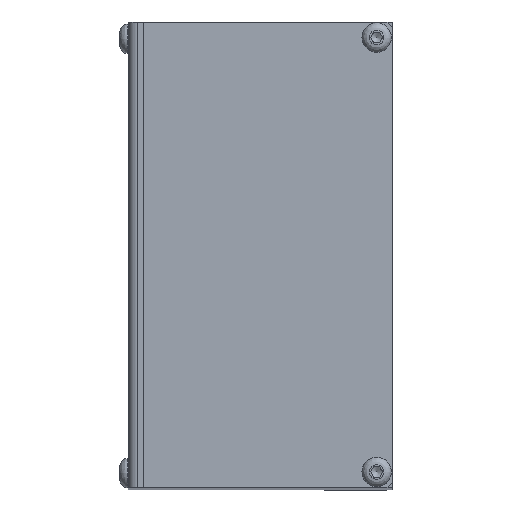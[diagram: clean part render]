
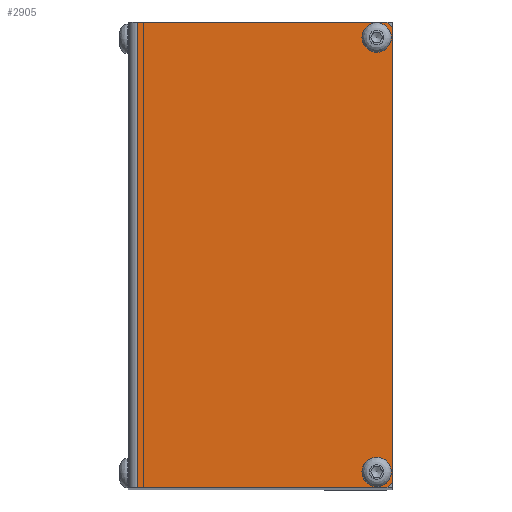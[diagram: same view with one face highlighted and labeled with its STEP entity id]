
A CAD part, top view. The second image highlights one B-rep face of the part: STEP entity #2905.
In plain terms, the highlighted planar face has unit normal (0, 0, 1).
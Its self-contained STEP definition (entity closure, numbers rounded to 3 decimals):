
#116=LINE('',#4536,#316);
#120=LINE('',#4545,#320);
#136=LINE('',#4581,#336);
#142=LINE('',#4596,#342);
#143=LINE('',#4597,#343);
#144=LINE('',#4598,#344);
#316=VECTOR('',#3592,1.414);
#320=VECTOR('',#3598,1.414);
#336=VECTOR('',#3622,90.);
#342=VECTOR('',#3642,88.);
#343=VECTOR('',#3643,48.2);
#344=VECTOR('',#3644,48.2);
#540=PLANE('',#3146);
#633=FACE_BOUND('',#963,.T.);
#634=FACE_BOUND('',#964,.T.);
#751=FACE_OUTER_BOUND('',#962,.T.);
#962=EDGE_LOOP('',(#2123,#2124,#2125,#2126,#2127,#2128));
#963=EDGE_LOOP('',(#2129));
#964=EDGE_LOOP('',(#2130));
#1156=CIRCLE('',#3095,2.85);
#1171=CIRCLE('',#3147,2.85);
#1288=VERTEX_POINT('',#4285);
#1341=VERTEX_POINT('',#4534);
#1342=VERTEX_POINT('',#4535);
#1345=VERTEX_POINT('',#4543);
#1346=VERTEX_POINT('',#4544);
#1361=VERTEX_POINT('',#4579);
#1362=VERTEX_POINT('',#4580);
#1365=VERTEX_POINT('',#4599);
#1554=EDGE_CURVE('',#1288,#1288,#1156,.T.);
#1627=EDGE_CURVE('',#1341,#1342,#116,.T.);
#1631=EDGE_CURVE('',#1345,#1346,#120,.T.);
#1647=EDGE_CURVE('',#1361,#1362,#136,.T.);
#1657=EDGE_CURVE('',#1346,#1341,#142,.T.);
#1658=EDGE_CURVE('',#1361,#1345,#143,.T.);
#1659=EDGE_CURVE('',#1342,#1362,#144,.T.);
#1660=EDGE_CURVE('',#1365,#1365,#1171,.T.);
#2123=ORIENTED_EDGE('',*,*,#1627,.F.);
#2124=ORIENTED_EDGE('',*,*,#1657,.F.);
#2125=ORIENTED_EDGE('',*,*,#1631,.F.);
#2126=ORIENTED_EDGE('',*,*,#1658,.F.);
#2127=ORIENTED_EDGE('',*,*,#1647,.T.);
#2128=ORIENTED_EDGE('',*,*,#1659,.F.);
#2129=ORIENTED_EDGE('',*,*,#1660,.T.);
#2130=ORIENTED_EDGE('',*,*,#1554,.T.);
#2905=ADVANCED_FACE('',(#751,#633,#634),#540,.T.);
#3095=AXIS2_PLACEMENT_3D('',#4286,#3470,#3471);
#3146=AXIS2_PLACEMENT_3D('',#4595,#3640,#3641);
#3147=AXIS2_PLACEMENT_3D('',#4600,#3645,#3646);
#3470=DIRECTION('center_axis',(0.,0.,
-1.));
#3471=DIRECTION('ref_axis',(0.,1.,0.));
#3592=DIRECTION('',(-0.707,-0.707,0.));
#3598=DIRECTION('',(0.707,-0.707,0.));
#3622=DIRECTION('',(0.,-1.,0.));
#3640=DIRECTION('center_axis',(0.,0.,
1.));
#3641=DIRECTION('ref_axis',(1.,0.,0.));
#3642=DIRECTION('',(0.,-1.,0.));
#3643=DIRECTION('',(1.,0.,0.));
#3644=DIRECTION('',(-1.,0.,0.));
#3645=DIRECTION('center_axis',(0.,0.,
-1.));
#3646=DIRECTION('ref_axis',(0.,1.,0.));
#4285=CARTESIAN_POINT('',(48.,5.85,282.));
#4286=CARTESIAN_POINT('Origin',(48.,3.,282.));
#4534=CARTESIAN_POINT('',(51.,1.,282.));
#4535=CARTESIAN_POINT('',(50.,0.,282.));
#4536=CARTESIAN_POINT('',(55.409,5.409,282.));
#4543=CARTESIAN_POINT('',(50.,90.,282.));
#4544=CARTESIAN_POINT('',(51.,89.,282.));
#4545=CARTESIAN_POINT('',(55.409,84.591,282.));
#4579=CARTESIAN_POINT('',(1.8,90.,282.));
#4580=CARTESIAN_POINT('',(1.8,0.,282.));
#4581=CARTESIAN_POINT('',(1.8,45.,282.));
#4595=CARTESIAN_POINT('Origin',(25.635,45.,282.));
#4596=CARTESIAN_POINT('',(51.,90.,282.));
#4597=CARTESIAN_POINT('',(1.8,90.,282.));
#4598=CARTESIAN_POINT('',(-1.259,0.,282.));
#4599=CARTESIAN_POINT('',(48.,89.85,282.));
#4600=CARTESIAN_POINT('Origin',(48.,87.,282.));
